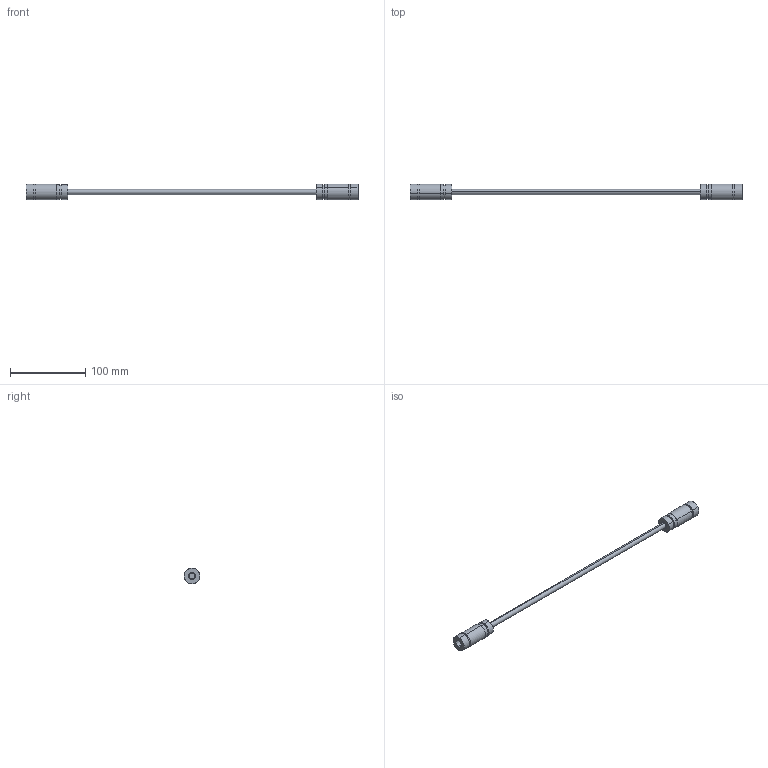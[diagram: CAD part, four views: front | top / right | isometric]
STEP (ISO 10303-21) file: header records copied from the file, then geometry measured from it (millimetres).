
FILE_DESCRIPTION (( 'STEP AP203' ), '1' );
FILE_NAME ('EMCD-4000S-仜M.STEP', '2021-05-20T08:10:40', ( '' ), ( '' ), 'SwSTEP 2.0', 'SolidWorks 2017', '' );
FILE_SCHEMA (( 'CONFIG_CONTROL_DESIGN' ));
Length unit declared in the file: millimetre
Products named in the file (3): 40014593-ORF-0.2SQX3P(SB)(2517)-3; EMCD-4000S-○M; R04-PN8M
Assembly tree (3 placements, depth 2):
  EMCD-4000S-○M
    40014593-ORF-0.2SQX3P(SB)(2517)-3
    R04-PN8M  x2
Bounding box: 440 x 21 x 21 mm (x, y, z)
Volume: 40826.6 mm3; surface area: 19353.8 mm2
Topology: 3 solids, 3 shells, 46 faces, 90 edges, 60 vertices
Faces by surface type: cylinder 30, plane 16
Entity records: 995 total; most frequent: DIRECTION 142, CARTESIAN_POINT 111, ORIENTED_EDGE 96, AXIS2_PLACEMENT_3D 63, EDGE_CURVE 48, VERTEX_POINT 32, EDGE_LOOP 32, CIRCLE 32
